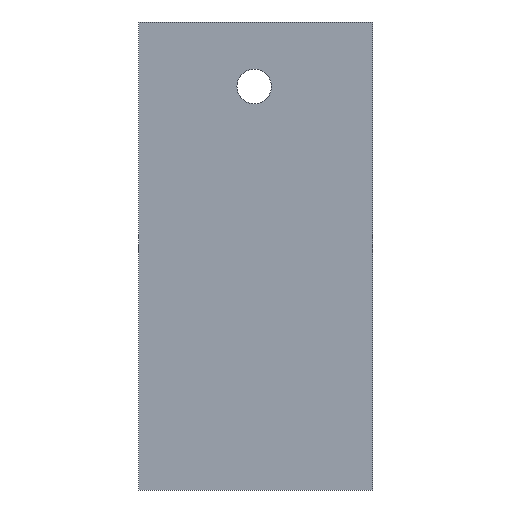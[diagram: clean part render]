
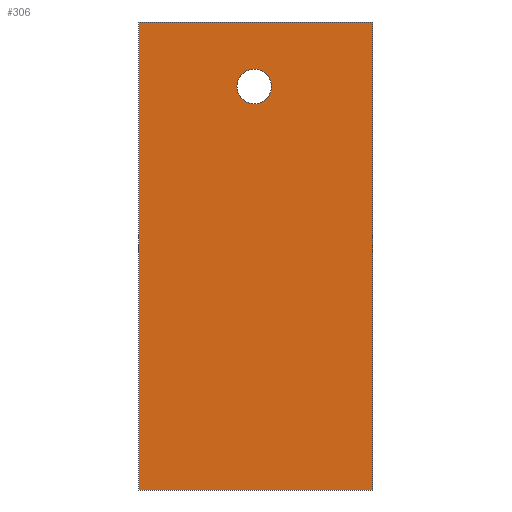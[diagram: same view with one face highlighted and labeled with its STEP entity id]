
A CAD part, front view. The second image highlights one B-rep face of the part: STEP entity #306.
In plain terms, the highlighted planar face has unit normal (0, -1, 0).
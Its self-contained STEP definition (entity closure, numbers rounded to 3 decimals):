
#2 = AXIS2_PLACEMENT_3D ( 'NONE', #140, #86, #57 ) ;
#3 = EDGE_CURVE ( 'NONE', #151, #68, #261, .T. ) ;
#4 = EDGE_CURVE ( 'NONE', #118, #88, #236, .T. ) ;
#6 = EDGE_CURVE ( 'NONE', #68, #151, #209, .T. ) ;
#7 = EDGE_CURVE ( 'NONE', #100, #118, #233, .T. ) ;
#8 = AXIS2_PLACEMENT_3D ( 'NONE', #155, #158, #113 ) ;
#9 = EDGE_CURVE ( 'NONE', #51, #100, #249, .T. ) ;
#17 = EDGE_CURVE ( 'NONE', #88, #51, #295, .T. ) ;
#23 = AXIS2_PLACEMENT_3D ( 'NONE', #130, #164, #110 ) ;
#51 = VERTEX_POINT ( 'NONE', #121 ) ;
#57 = DIRECTION ( 'NONE',  ( 0., 0., 1. ) ) ;
#68 = VERTEX_POINT ( 'NONE', #87 ) ;
#77 = DIRECTION ( 'NONE',  ( 0., 0., 1. ) ) ;
#80 = DIRECTION ( 'NONE',  ( 0., 0., -1. ) ) ;
#82 = CARTESIAN_POINT ( 'NONE',  ( 0., 0., -406.4 ) ) ;
#86 = DIRECTION ( 'NONE',  ( 0., 1., 0. ) ) ;
#87 = CARTESIAN_POINT ( 'NONE',  ( 100., 0., -71. ) ) ;
#88 = VERTEX_POINT ( 'NONE', #144 ) ;
#90 = CARTESIAN_POINT ( 'NONE',  ( 0., 0., -406.4 ) ) ;
#92 = DIRECTION ( 'NONE',  ( -1., 0., 0. ) ) ;
#93 = CARTESIAN_POINT ( 'NONE',  ( 203.2, 0., 0. ) ) ;
#100 = VERTEX_POINT ( 'NONE', #122 ) ;
#110 = DIRECTION ( 'NONE',  ( 0., 0., -1. ) ) ;
#113 = DIRECTION ( 'NONE',  ( 0., 0., 1. ) ) ;
#115 = PLANE ( 'NONE',  #23 ) ;
#118 = VERTEX_POINT ( 'NONE', #90 ) ;
#121 = CARTESIAN_POINT ( 'NONE',  ( 203.2, 0., 0. ) ) ;
#122 = CARTESIAN_POINT ( 'NONE',  ( 203.2, 0., -406.4 ) ) ;
#130 = CARTESIAN_POINT ( 'NONE',  ( 0., 0., -406.4 ) ) ;
#133 = CARTESIAN_POINT ( 'NONE',  ( 0., 0., 0. ) ) ;
#140 = CARTESIAN_POINT ( 'NONE',  ( 100., 0., -56. ) ) ;
#144 = CARTESIAN_POINT ( 'NONE',  ( 0., 0., 0. ) ) ;
#145 = DIRECTION ( 'NONE',  ( 1., 0., 0. ) ) ;
#147 = CARTESIAN_POINT ( 'NONE',  ( 0., 0., 0. ) ) ;
#151 = VERTEX_POINT ( 'NONE', #159 ) ;
#155 = CARTESIAN_POINT ( 'NONE',  ( 100., 0., -56. ) ) ;
#158 = DIRECTION ( 'NONE',  ( 0., 1., 0. ) ) ;
#159 = CARTESIAN_POINT ( 'NONE',  ( 100., 0., -41. ) ) ;
#164 = DIRECTION ( 'NONE',  ( 0., -1., 0. ) ) ;
#183 = ORIENTED_EDGE ( 'NONE', *, *, #9, .F. ) ;
#189 = ORIENTED_EDGE ( 'NONE', *, *, #3, .T. ) ;
#198 = EDGE_LOOP ( 'NONE', ( #189, #282 ) ) ;
#201 = EDGE_LOOP ( 'NONE', ( #280, #265, #183, #245 ) ) ;
#205 = VECTOR ( 'NONE', #92, 1000. ) ;
#209 = CIRCLE ( 'NONE', #8, 15. ) ;
#231 = VECTOR ( 'NONE', #77, 1000. ) ;
#233 = LINE ( 'NONE', #82, #205 ) ;
#236 = LINE ( 'NONE', #147, #231 ) ;
#243 = FACE_BOUND ( 'NONE', #198, .T. ) ;
#244 = VECTOR ( 'NONE', #80, 1000. ) ;
#245 = ORIENTED_EDGE ( 'NONE', *, *, #17, .F. ) ;
#249 = LINE ( 'NONE', #93, #244 ) ;
#261 = CIRCLE ( 'NONE', #2, 15. ) ;
#263 = FACE_OUTER_BOUND ( 'NONE', #201, .T. ) ;
#265 = ORIENTED_EDGE ( 'NONE', *, *, #7, .F. ) ;
#280 = ORIENTED_EDGE ( 'NONE', *, *, #4, .F. ) ;
#282 = ORIENTED_EDGE ( 'NONE', *, *, #6, .T. ) ;
#290 = VECTOR ( 'NONE', #145, 1000. ) ;
#295 = LINE ( 'NONE', #133, #290 ) ;
#306 = ADVANCED_FACE ( 'NONE', ( #243, #263 ), #115, .T. ) ;
